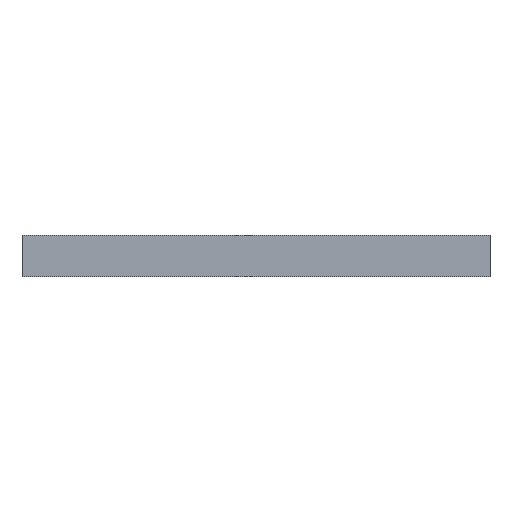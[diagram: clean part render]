
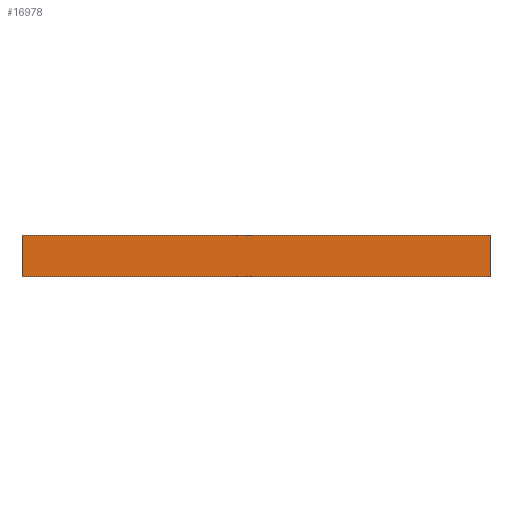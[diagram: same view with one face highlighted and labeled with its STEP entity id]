
A CAD part, front view. The second image highlights one B-rep face of the part: STEP entity #16978.
In plain terms, the highlighted planar face has unit normal (0, -1, 0).
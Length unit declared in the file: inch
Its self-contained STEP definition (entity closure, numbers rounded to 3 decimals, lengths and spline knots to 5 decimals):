
#276 = EDGE_LOOP ( 'NONE', ( #14331, #12055, #18305, #8326 ) ) ;
#350 = CARTESIAN_POINT ( 'NONE',  ( 0.7, 0., 0.062 ) ) ;
#663 = LINE ( 'NONE', #350, #8764 ) ;
#1978 = VECTOR ( 'NONE', #17092, 39.37008 ) ;
#3447 = LINE ( 'NONE', #14869, #18946 ) ;
#3751 = DIRECTION ( 'NONE',  ( 0., 0., -1. ) ) ;
#4688 = VERTEX_POINT ( 'NONE', #11422 ) ;
#5344 = DIRECTION ( 'NONE',  ( 1., 0., 0. ) ) ;
#5386 = DIRECTION ( 'NONE',  ( 0., 1., 0. ) ) ;
#5654 = EDGE_CURVE ( 'NONE', #13886, #17015, #3447, .T. ) ;
#5681 = LINE ( 'NONE', #12198, #1978 ) ;
#7167 = LINE ( 'NONE', #15077, #10508 ) ;
#8326 = ORIENTED_EDGE ( 'NONE', *, *, #5654, .T. ) ;
#8764 = VECTOR ( 'NONE', #5344, 39.37008 ) ;
#10066 = CARTESIAN_POINT ( 'NONE',  ( 0.7, 0., 0.062 ) ) ;
#10070 = AXIS2_PLACEMENT_3D ( 'NONE', #11584, #5386, #17968 ) ;
#10508 = VECTOR ( 'NONE', #16863, 39.37008 ) ;
#11338 = CARTESIAN_POINT ( 'NONE',  ( 0., 0., 0.062 ) ) ;
#11422 = CARTESIAN_POINT ( 'NONE',  ( 0.7, 0., 0. ) ) ;
#11584 = CARTESIAN_POINT ( 'NONE',  ( 0.7, 0., 0.062 ) ) ;
#12055 = ORIENTED_EDGE ( 'NONE', *, *, #18073, .F. ) ;
#12198 = CARTESIAN_POINT ( 'NONE',  ( 0.7, 0., 0. ) ) ;
#13094 = EDGE_CURVE ( 'NONE', #17015, #4688, #5681, .T. ) ;
#13298 = EDGE_CURVE ( 'NONE', #13886, #17813, #663, .T. ) ;
#13404 = PLANE ( 'NONE',  #10070 ) ;
#13886 = VERTEX_POINT ( 'NONE', #11338 ) ;
#14331 = ORIENTED_EDGE ( 'NONE', *, *, #13094, .T. ) ;
#14869 = CARTESIAN_POINT ( 'NONE',  ( 0., 0., 0.062 ) ) ;
#15077 = CARTESIAN_POINT ( 'NONE',  ( 0.7, 0., 0.062 ) ) ;
#16593 = FACE_OUTER_BOUND ( 'NONE', #276, .T. ) ;
#16863 = DIRECTION ( 'NONE',  ( 0., 0., -1. ) ) ;
#16978 = ADVANCED_FACE ( 'NONE', ( #16593 ), #13404, .F. ) ;
#17015 = VERTEX_POINT ( 'NONE', #18896 ) ;
#17092 = DIRECTION ( 'NONE',  ( 1., 0., 0. ) ) ;
#17813 = VERTEX_POINT ( 'NONE', #10066 ) ;
#17968 = DIRECTION ( 'NONE',  ( 0., 0., 1. ) ) ;
#18073 = EDGE_CURVE ( 'NONE', #17813, #4688, #7167, .T. ) ;
#18305 = ORIENTED_EDGE ( 'NONE', *, *, #13298, .F. ) ;
#18896 = CARTESIAN_POINT ( 'NONE',  ( 0., 0., 0. ) ) ;
#18946 = VECTOR ( 'NONE', #3751, 39.37008 ) ;
